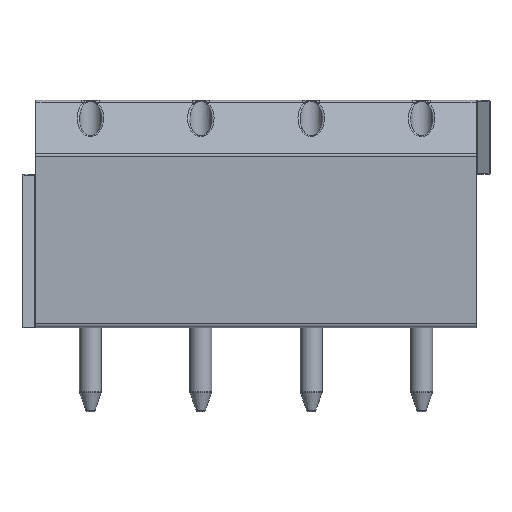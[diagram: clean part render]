
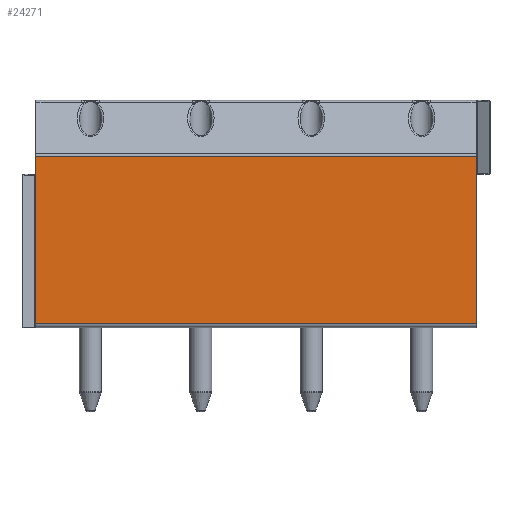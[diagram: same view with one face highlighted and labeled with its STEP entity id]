
A CAD part, front view. The second image highlights one B-rep face of the part: STEP entity #24271.
In plain terms, the highlighted planar face has unit normal (0, -1, 0).
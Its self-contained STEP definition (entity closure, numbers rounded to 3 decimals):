
#394=PLANE('',#25855);
#2417=LINE('',#45622,#3859);
#2483=LINE('',#45958,#3925);
#2484=LINE('',#45962,#3926);
#2485=LINE('',#45963,#3927);
#3859=VECTOR('',#29300,10.);
#3925=VECTOR('',#29550,10.);
#3926=VECTOR('',#29555,10.);
#3927=VECTOR('',#29556,10.);
#5255=FACE_OUTER_BOUND('',#6727,.T.);
#6727=EDGE_LOOP('',(#18546,#18547,#18548,#18549));
#10971=VERTEX_POINT('',#45612);
#10973=VERTEX_POINT('',#45618);
#11040=VERTEX_POINT('',#45957);
#11041=VERTEX_POINT('',#45961);
#13678=EDGE_CURVE('',#10971,#10973,#2417,.T.);
#13799=EDGE_CURVE('',#10973,#11040,#2483,.T.);
#13801=EDGE_CURVE('',#11041,#10971,#2484,.T.);
#13802=EDGE_CURVE('',#11040,#11041,#2485,.T.);
#18546=ORIENTED_EDGE('',*,*,#13678,.F.);
#18547=ORIENTED_EDGE('',*,*,#13801,.F.);
#18548=ORIENTED_EDGE('',*,*,#13802,.F.);
#18549=ORIENTED_EDGE('',*,*,#13799,.F.);
#24271=ADVANCED_FACE('',(#5255),#394,.T.);
#25855=AXIS2_PLACEMENT_3D('',#45960,#29553,#29554);
#29300=DIRECTION('',(0.,0.,-1.));
#29550=DIRECTION('',(-1.,0.,0.));
#29553=DIRECTION('center_axis',(0.,-1.,0.));
#29554=DIRECTION('ref_axis',(0.,0.,-1.));
#29555=DIRECTION('',(1.,0.,0.));
#29556=DIRECTION('',(0.,0.,1.));
#45612=CARTESIAN_POINT('',(9.97,-4.2,7.77));
#45618=CARTESIAN_POINT('',(9.97,-4.2,0.2));
#45622=CARTESIAN_POINT('',(9.97,-4.2,7.725));
#45957=CARTESIAN_POINT('',(-9.97,-4.2,0.2));
#45958=CARTESIAN_POINT('',(5.,-4.2,0.2));
#45960=CARTESIAN_POINT('Origin',(-10.,-4.2,10.3));
#45961=CARTESIAN_POINT('',(-9.97,-4.2,7.77));
#45962=CARTESIAN_POINT('',(5.,-4.2,7.77));
#45963=CARTESIAN_POINT('',(-9.97,-4.2,7.725));
